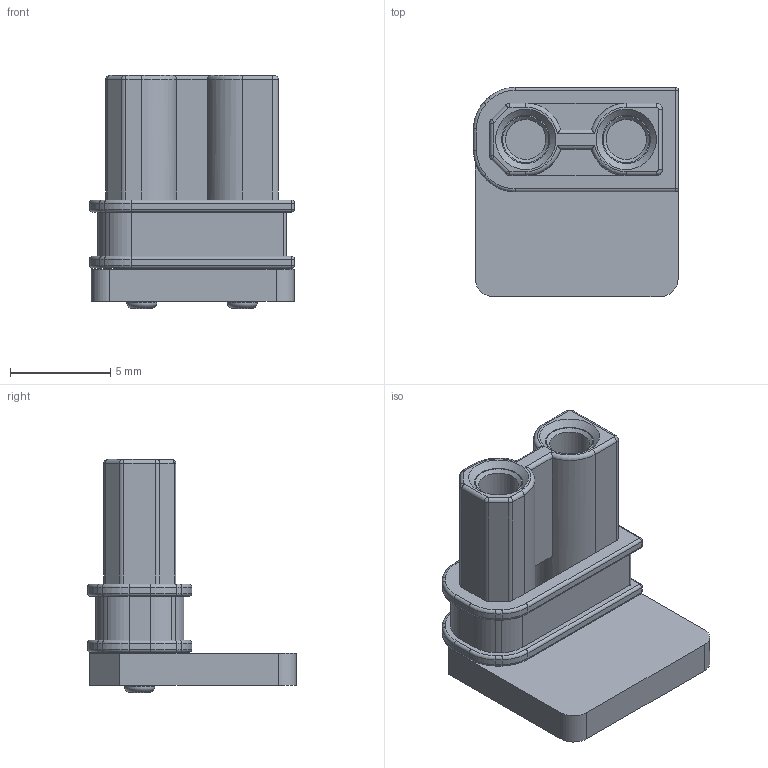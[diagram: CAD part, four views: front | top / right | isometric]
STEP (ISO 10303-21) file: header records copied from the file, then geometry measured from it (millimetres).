
FILE_DESCRIPTION(('KiCad electronic assembly'),'2;1');
FILE_NAME('XT30RightAngleAdapterF.step','2024-08-07T21:15:55',('Pcbnew') ,('Kicad'),'Open CASCADE STEP processor 7.8','KiCad to STEP converter' ,'Unknown');
FILE_SCHEMA(('AUTOMOTIVE_DESIGN { 1 0 10303 214 1 1 1 1 }'));
Length unit declared in the file: millimetre
Products named in the file (4): XT30RightAngleAdapterF 1; XT30UPB-F; Assembly; _autosave-XT30RightAngleAdapter_PCB
Assembly tree (3 placements, depth 3):
  XT30RightAngleAdapterF 1
    XT30UPB-F
      Assembly
    _autosave-XT30RightAngleAdapter_PCB
Bounding box: 10.2 x 10.41 x 11.6 mm (x, y, z)
Volume: 376.8 mm3; surface area: 1095.5 mm2
Topology: 4 solids, 4 shells, 164 faces, 378 edges, 218 vertices
Faces by surface type: cylinder 70, plane 46, torus 30, sphere 8, bspline 6, cone 4
Full cylindrical faces by diameter (mm): 1.5 x2, 1.8 x2, 2 x2, 2.4 x4
Entity records: 4747 total; most frequent: CARTESIAN_POINT 882, DIRECTION 872, ORIENTED_EDGE 740, EDGE_CURVE 370, AXIS2_PLACEMENT_3D 358, VERTEX_POINT 218, CIRCLE 196, FACE_BOUND 180
